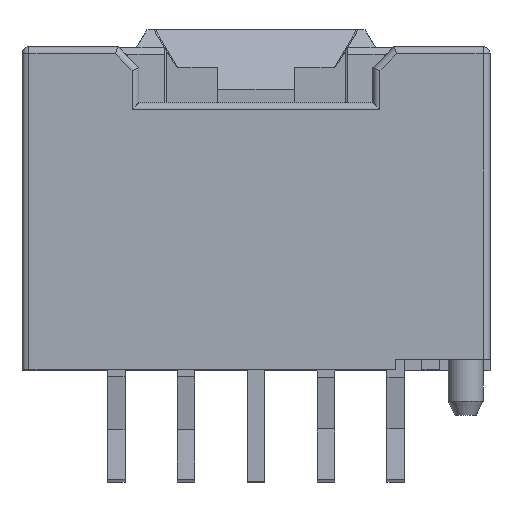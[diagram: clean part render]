
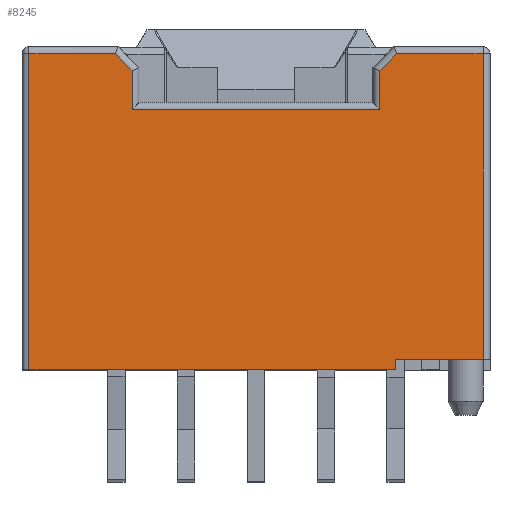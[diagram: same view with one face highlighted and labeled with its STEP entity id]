
A CAD part, top view. The second image highlights one B-rep face of the part: STEP entity #8245.
In plain terms, the highlighted planar face has unit normal (0, 0, 1).
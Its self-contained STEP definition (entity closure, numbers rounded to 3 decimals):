
#2038=DIRECTION('',(0.,-1.,0.));
#2039=VECTOR('',#2038,8.75);
#2040=CARTESIAN_POINT('',(6.5,9.05,0.));
#2041=LINE('',#2040,#2039);
#2051=DIRECTION('',(-1.,0.,0.));
#2052=VECTOR('',#2051,2.5);
#2053=CARTESIAN_POINT('',(6.5,0.3,0.));
#2054=LINE('',#2053,#2052);
#2055=DIRECTION('',(0.,1.,0.));
#2056=VECTOR('',#2055,0.3);
#2057=CARTESIAN_POINT('',(4.,0.,0.));
#2058=LINE('',#2057,#2056);
#2114=DIRECTION('',(1.,0.,0.));
#2115=VECTOR('',#2114,10.5);
#2116=CARTESIAN_POINT('',(-6.5,0.,0.));
#2117=LINE('',#2116,#2115);
#2332=DIRECTION('',(0.,1.,0.));
#2333=VECTOR('',#2332,9.05);
#2334=CARTESIAN_POINT('',(-6.5,0.,0.));
#2335=LINE('',#2334,#2333);
#2341=DIRECTION('',(-1.,0.,0.));
#2342=VECTOR('',#2341,2.467);
#2343=CARTESIAN_POINT('',(-4.033,9.05,0.));
#2344=LINE('',#2343,#2342);
#2370=DIRECTION('',(-1.,0.,0.));
#2371=VECTOR('',#2370,2.467);
#2372=CARTESIAN_POINT('',(6.5,9.05,0.));
#2373=LINE('',#2372,#2371);
#2403=DIRECTION('',(-0.707,-0.707,0.));
#2404=VECTOR('',#2403,0.683);
#2405=CARTESIAN_POINT('',(4.033,9.05,0.));
#2406=LINE('',#2405,#2404);
#2431=DIRECTION('',(0.,-1.,0.));
#2432=VECTOR('',#2431,1.117);
#2433=CARTESIAN_POINT('',(3.55,8.567,0.));
#2434=LINE('',#2433,#2432);
#2470=DIRECTION('',(-1.,0.,0.));
#2471=VECTOR('',#2470,7.1);
#2472=CARTESIAN_POINT('',(3.55,7.45,0.));
#2473=LINE('',#2472,#2471);
#2509=DIRECTION('',(0.,1.,0.));
#2510=VECTOR('',#2509,1.117);
#2511=CARTESIAN_POINT('',(-3.55,7.45,0.));
#2512=LINE('',#2511,#2510);
#2537=DIRECTION('',(-0.707,0.707,0.));
#2538=VECTOR('',#2537,0.683);
#2539=CARTESIAN_POINT('',(-3.55,8.567,0.));
#2540=LINE('',#2539,#2538);
#5385=CARTESIAN_POINT('',(6.5,9.05,0.));
#5386=CARTESIAN_POINT('',(4.033,9.05,0.));
#5387=VERTEX_POINT('',#5385);
#5388=VERTEX_POINT('',#5386);
#5391=CARTESIAN_POINT('',(3.55,8.567,0.));
#5392=VERTEX_POINT('',#5391);
#5395=CARTESIAN_POINT('',(3.55,7.45,0.));
#5396=VERTEX_POINT('',#5395);
#5399=CARTESIAN_POINT('',(-3.55,7.45,0.));
#5400=VERTEX_POINT('',#5399);
#5403=CARTESIAN_POINT('',(-3.55,8.567,0.));
#5404=VERTEX_POINT('',#5403);
#5407=CARTESIAN_POINT('',(-4.033,9.05,0.));
#5408=VERTEX_POINT('',#5407);
#5411=CARTESIAN_POINT('',(-6.5,9.05,0.));
#5412=VERTEX_POINT('',#5411);
#5465=CARTESIAN_POINT('',(-6.5,0.,0.));
#5466=VERTEX_POINT('',#5465);
#5593=CARTESIAN_POINT('',(4.,0.,0.));
#5595=VERTEX_POINT('',#5593);
#5597=CARTESIAN_POINT('',(6.5,0.3,0.));
#5598=CARTESIAN_POINT('',(4.,0.3,0.));
#5599=VERTEX_POINT('',#5597);
#5600=VERTEX_POINT('',#5598);
#8216=CARTESIAN_POINT('',(-6.7,9.25,0.));
#8217=DIRECTION('',(0.,0.,1.));
#8218=DIRECTION('',(0.,-1.,0.));
#8219=AXIS2_PLACEMENT_3D('',#8216,#8217,#8218);
#8220=PLANE('',#8219);
#8221=ORIENTED_EDGE('',*,*,#5935,.T.);
#8223=ORIENTED_EDGE('',*,*,#8222,.F.);
#8225=ORIENTED_EDGE('',*,*,#8224,.F.);
#8227=ORIENTED_EDGE('',*,*,#8226,.T.);
#8229=ORIENTED_EDGE('',*,*,#8228,.F.);
#8231=ORIENTED_EDGE('',*,*,#8230,.F.);
#8233=ORIENTED_EDGE('',*,*,#8232,.F.);
#8235=ORIENTED_EDGE('',*,*,#8234,.F.);
#8237=ORIENTED_EDGE('',*,*,#8236,.F.);
#8239=ORIENTED_EDGE('',*,*,#8238,.F.);
#8241=ORIENTED_EDGE('',*,*,#8240,.F.);
#8242=ORIENTED_EDGE('',*,*,#8209,.T.);
#8243=EDGE_LOOP('',(#8221,#8223,#8225,#8227,#8229,#8231,#8233,#8235,#8237,#8239,
#8241,#8242));
#8244=FACE_OUTER_BOUND('',#8243,.F.);
#8245=ADVANCED_FACE('',(#8244),#8220,.T.);
#5935=EDGE_CURVE('',#5599,#5600,#2054,.T.);
#8209=EDGE_CURVE('',#5387,#5599,#2041,.T.);
#8222=EDGE_CURVE('',#5595,#5600,#2058,.T.);
#8224=EDGE_CURVE('',#5466,#5595,#2117,.T.);
#8226=EDGE_CURVE('',#5466,#5412,#2335,.T.);
#8228=EDGE_CURVE('',#5408,#5412,#2344,.T.);
#8230=EDGE_CURVE('',#5404,#5408,#2540,.T.);
#8232=EDGE_CURVE('',#5400,#5404,#2512,.T.);
#8234=EDGE_CURVE('',#5396,#5400,#2473,.T.);
#8236=EDGE_CURVE('',#5392,#5396,#2434,.T.);
#8238=EDGE_CURVE('',#5388,#5392,#2406,.T.);
#8240=EDGE_CURVE('',#5387,#5388,#2373,.T.);
